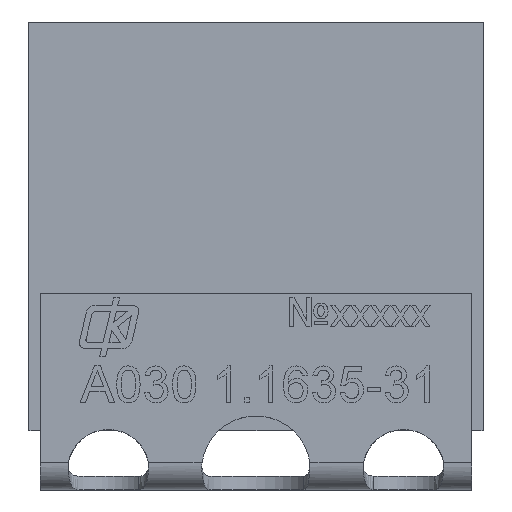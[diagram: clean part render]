
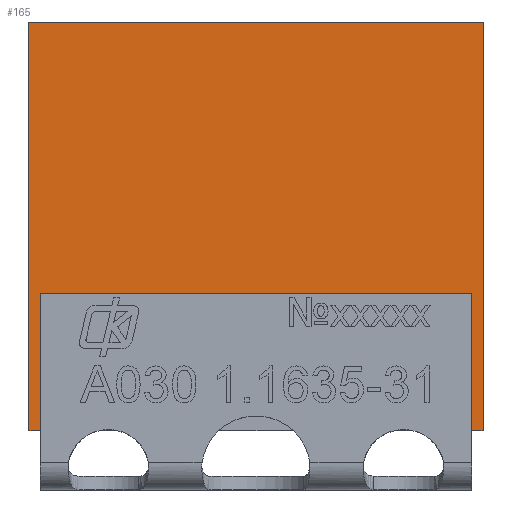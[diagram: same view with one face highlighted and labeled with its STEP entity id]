
A CAD part, top view. The second image highlights one B-rep face of the part: STEP entity #165.
In plain terms, the highlighted planar face has unit normal (0, 0, 1).
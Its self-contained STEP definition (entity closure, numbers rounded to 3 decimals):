
#165=ADVANCED_FACE('',(#3685),#3687,.F.);
#3685=FACE_BOUND('',#3686,.T.);
#3686=EDGE_LOOP('',(#9468,#9469,#9470,#9471,#9472,#9473,#9474,#9475));
#3687=PLANE('',#3688);
#3688=AXIS2_PLACEMENT_3D('',#3689,#3690,#3691);
#3689=CARTESIAN_POINT('',(-5.,4.5,1.8));
#3690=DIRECTION('',(0.,0.,-1.));
#3691=DIRECTION('',(-1.,0.,0.));
#9468=ORIENTED_EDGE('',*,*,#11568,.T.);
#9469=ORIENTED_EDGE('',*,*,#11569,.T.);
#9470=ORIENTED_EDGE('',*,*,#11570,.F.);
#9471=ORIENTED_EDGE('',*,*,#11527,.F.);
#9472=ORIENTED_EDGE('',*,*,#11571,.F.);
#9473=ORIENTED_EDGE('',*,*,#11572,.T.);
#9474=ORIENTED_EDGE('',*,*,#11573,.F.);
#9475=ORIENTED_EDGE('',*,*,#11574,.T.);
#11527=EDGE_CURVE('',#12592,#12584,#12594,.T.);
#11568=EDGE_CURVE('',#12673,#12674,#12675,.T.);
#11569=EDGE_CURVE('',#12674,#12676,#12677,.T.);
#11570=EDGE_CURVE('',#12584,#12676,#12678,.T.);
#11571=EDGE_CURVE('',#12679,#12592,#12680,.T.);
#11572=EDGE_CURVE('',#12679,#12681,#12682,.T.);
#11573=EDGE_CURVE('',#12683,#12681,#12684,.T.);
#11574=EDGE_CURVE('',#12683,#12673,#12685,.T.);
#12584=VERTEX_POINT('',#14346);
#12592=VERTEX_POINT('',#14362);
#12594=LINE('',#14366,#14367);
#12673=VERTEX_POINT('',#14527);
#12674=VERTEX_POINT('',#14528);
#12675=LINE('',#14529,#14530);
#12676=VERTEX_POINT('',#14532);
#12677=LINE('',#14533,#14534);
#12678=LINE('',#14536,#14537);
#12679=VERTEX_POINT('',#14539);
#12680=LINE('',#14540,#14541);
#12681=VERTEX_POINT('',#14543);
#12682=LINE('',#14544,#14545);
#12683=VERTEX_POINT('',#14547);
#12684=LINE('',#14548,#14549);
#12685=LINE('',#14551,#14552);
#14346=CARTESIAN_POINT('',(5.,-4.499,1.8));
#14362=CARTESIAN_POINT('',(5.,4.5,1.8));
#14366=CARTESIAN_POINT('',(5.,4.5,1.8));
#14367=VECTOR('',#14368,1.);
#14368=DIRECTION('',(0.,-1.,0.));
#14527=CARTESIAN_POINT('',(-4.75,-1.475,1.8));
#14528=CARTESIAN_POINT('',(4.75,-1.475,1.8));
#14529=CARTESIAN_POINT('',(-4.75,-1.475,1.8));
#14530=VECTOR('',#14531,1.);
#14531=DIRECTION('',(1.,0.,0.));
#14532=CARTESIAN_POINT('',(4.75,-4.499,1.8));
#14533=CARTESIAN_POINT('',(4.75,-1.475,1.8));
#14534=VECTOR('',#14535,1.);
#14535=DIRECTION('',(0.,-1.,0.));
#14536=CARTESIAN_POINT('',(5.,-4.499,1.8));
#14537=VECTOR('',#14538,1.);
#14538=DIRECTION('',(-1.,0.,0.));
#14539=CARTESIAN_POINT('',(-5.,4.5,1.8));
#14540=CARTESIAN_POINT('',(-5.,4.5,1.8));
#14541=VECTOR('',#14542,1.);
#14542=DIRECTION('',(1.,0.,0.));
#14543=CARTESIAN_POINT('',(-5.,-4.499,1.8));
#14544=CARTESIAN_POINT('',(-5.,4.5,1.8));
#14545=VECTOR('',#14546,1.);
#14546=DIRECTION('',(0.,-1.,0.));
#14547=CARTESIAN_POINT('',(-4.75,-4.499,1.8));
#14548=CARTESIAN_POINT('',(-4.75,-4.499,1.8));
#14549=VECTOR('',#14550,1.);
#14550=DIRECTION('',(-1.,0.,0.));
#14551=CARTESIAN_POINT('',(-4.75,-4.499,1.8));
#14552=VECTOR('',#14553,1.);
#14553=DIRECTION('',(0.,1.,0.));
